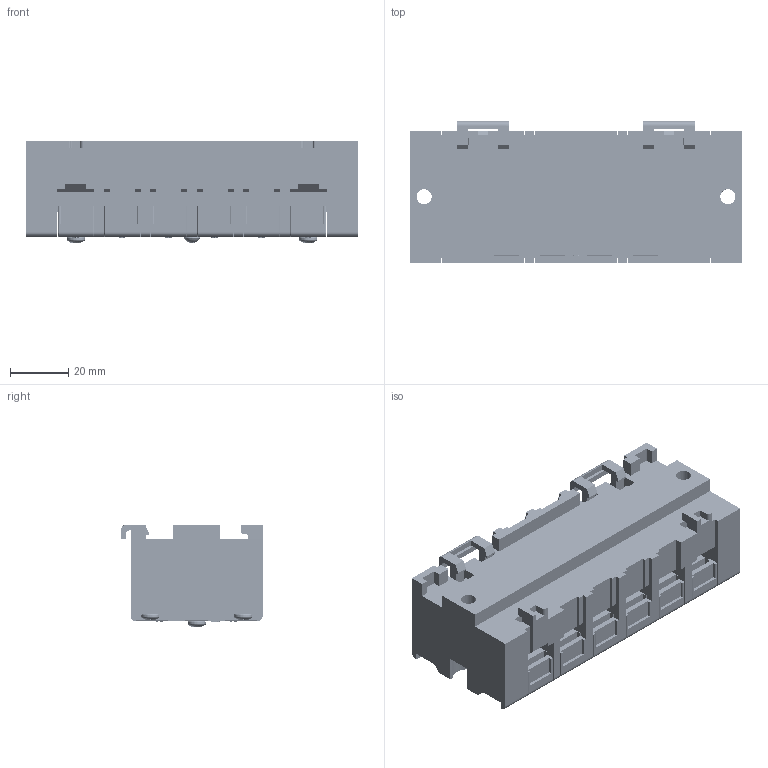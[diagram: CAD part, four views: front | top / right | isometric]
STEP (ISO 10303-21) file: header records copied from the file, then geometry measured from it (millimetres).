
FILE_DESCRIPTION(/* description */ (''),/* implementation_level */ '2;1');
FILE_NAME(/* name */ 'HDTB 6 POLE.stp',/* time_stamp */ '2023-05-30T20:00:59+06:00',/* author */ ('smahajan'),/* organization */ (''),/* preprocessor_version */ 'ST-DEVELOPER v18.1',/* originating_system */ 'Autodesk Inventor 2022',/* authorisation */ '');
FILE_SCHEMA (('AUTOMOTIVE_DESIGN { 1 0 10303 214 3 1 1 }'));
Products named in the file (1): Part130
Bounding box: 114.3 x 48.75 x 35.36 mm (x, y, z)
Volume: 157171.6 mm3; surface area: 73001.8 mm2
Topology: 64 solids, 68 shells, 3262 faces, 8789 edges, 5743 vertices
Faces by surface type: plane 1775, cylinder 853, bspline 259, cone 207, torus 149, sphere 19
Full cylindrical faces by diameter (mm): 0.397 x2, 1.699 x6, 2.3 x10, 2.4 x10, 2.845 x5, 2.997 x6, 3 x18, 3.3 x12, 3.5 x1, 3.795 x84, 3.8 x6, 4 x14, 4.826 x96, 4.92 x12, 5 x12, 5.2 x2, 5.867 x12, 6.223 x6, 8.5 x12, 9.474 x12
Entity records: 169249 total; most frequent: CARTESIAN_POINT 89258, ORIENTED_EDGE 17578, DIRECTION 15689, EDGE_CURVE 8789, VERTEX_POINT 5743, AXIS2_PLACEMENT_3D 5408, LINE 4873, VECTOR 4873
